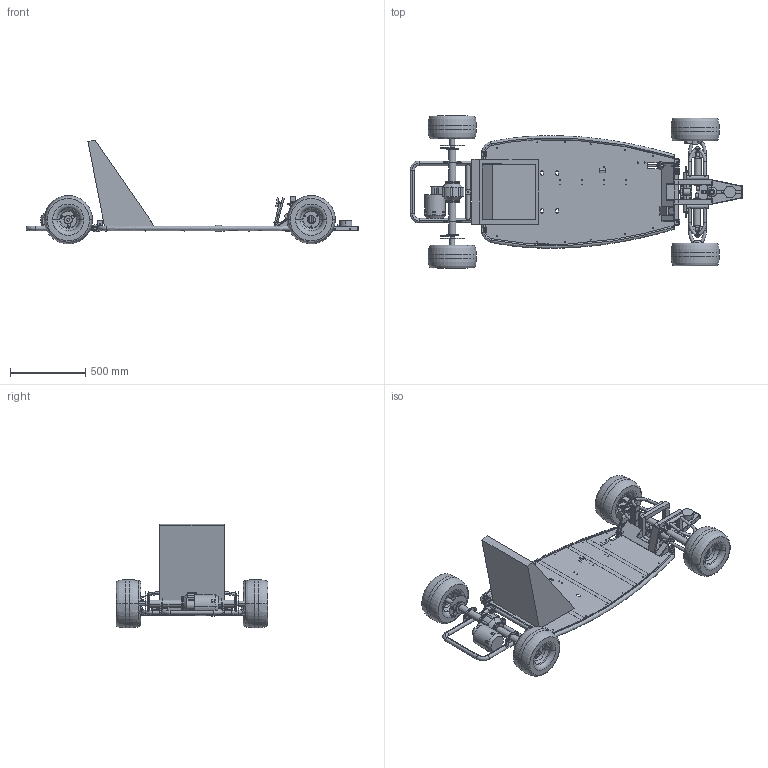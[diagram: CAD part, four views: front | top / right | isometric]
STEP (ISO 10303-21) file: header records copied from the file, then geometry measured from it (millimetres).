
FILE_DESCRIPTION((''),'2;1');
FILE_NAME('0_ASM','2023-08-02T12:36:46',('pc'),(''),'CREO PARAMETRIC BY PTC INC, 2018050','CREO PARAMETRIC BY PTC INC, 2018050','');
FILE_SCHEMA(('AP242_MANAGED_MODEL_BASED_3D_ENGINEERING_MIM_LF { 1 0 10303 442 1 1 4 }'));
Products named in the file (39): PRT0011; 10; 20; 00; ASM0005_ASM; _00; 0; _20; 0_ASM; 000; 0011; 0014; L00; 00_ASM; 0015; 0016; 001; 0019; 0020; 0022; 0023; 0025; PRT0023; 0026; 0027; 0030; 0031
Assembly tree (59 placements, depth 3):
  0_ASM
    PRT0011
    ASM0005_ASM  x2
      10
      20
      00
    00  x3
    _00
    0_ASM  x2
      0
      _20
    00
    00
    00
    000
    00
    0011
    00_ASM
      00
      0014
      L00
    0015
    0016
    001  x5
    0019
    0020
    00
    0022
    0023  x6
    00
    0025  x4
    PRT0023
    0026  x2
    0027  x4
    00_ASM
      00
      0030  x2
      0031
    00
Bounding box: 2200 x 1006.9 x 687.64 mm (x, y, z)
Volume: 71427625.3 mm3; surface area: 6540343.7 mm2
Topology: 83 solids, 124 shells, 2633 faces, 6407 edges, 4106 vertices
Faces by surface type: plane 1290, cylinder 1080, bspline 131, cone 66, torus 48, revolution 16, extrusion 2
Entity records: 73589 total; most frequent: CARTESIAN_POINT 13449, DIRECTION 9934, ORIENTED_EDGE 9198, EDGE_CURVE 4599, AXIS2_PLACEMENT_3D 3685, PRESENTATION_STYLE_ASSIGNMENT 3050, STYLED_ITEM 3050, VERTEX_POINT 2974
